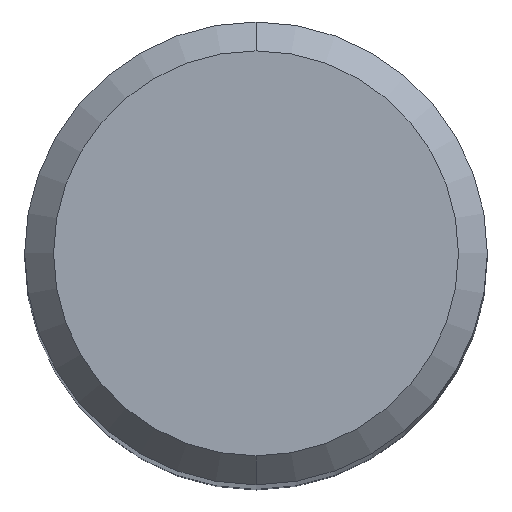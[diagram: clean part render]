
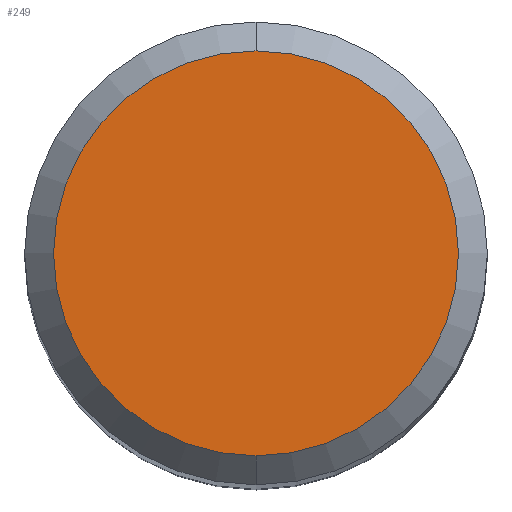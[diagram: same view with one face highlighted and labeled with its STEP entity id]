
A CAD part, top view. The second image highlights one B-rep face of the part: STEP entity #249.
In plain terms, the highlighted planar face has unit normal (0, 0, 1).
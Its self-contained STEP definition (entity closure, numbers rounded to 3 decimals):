
#143=VERTEX_POINT('',#374);
#233=VERTEX_POINT('',#475);
#249=ADVANCED_FACE('',(#493),#494,.T.);
#305=EDGE_CURVE('',#143,#233,#558,.T.);
#343=EDGE_CURVE('',#233,#143,#599,.T.);
#374=CARTESIAN_POINT('',(0.0,2.8,0.0));
#475=CARTESIAN_POINT('',(0.,-2.8,0.0));
#493=FACE_OUTER_BOUND('',#778,.T.);
#494=PLANE('',#779);
#558=CIRCLE('',#861,2.8);
#599=CIRCLE('',#918,2.8);
#778=EDGE_LOOP('',(#1081,#1082));
#779=AXIS2_PLACEMENT_3D('',#1083,#1084,#1085);
#861=AXIS2_PLACEMENT_3D('',#1176,#1177,#1178);
#918=AXIS2_PLACEMENT_3D('',#1223,#1224,#1225);
#1081=ORIENTED_EDGE('',*,*,#305,.F.);
#1082=ORIENTED_EDGE('',*,*,#343,.F.);
#1083=CARTESIAN_POINT('',(0.0,1.4,0.0));
#1084=DIRECTION('',(-0.0,0.0,1.0));
#1085=DIRECTION('',(0.0,-1.0,0.0));
#1176=CARTESIAN_POINT('',(0.0,0.0,0.0));
#1177=DIRECTION('',(0.0,0.0,-1.0));
#1178=DIRECTION('',(0.0,1.0,0.0));
#1223=CARTESIAN_POINT('',(0.0,0.0,0.0));
#1224=DIRECTION('',(0.0,0.0,-1.0));
#1225=DIRECTION('',(0.0,1.0,0.0));
